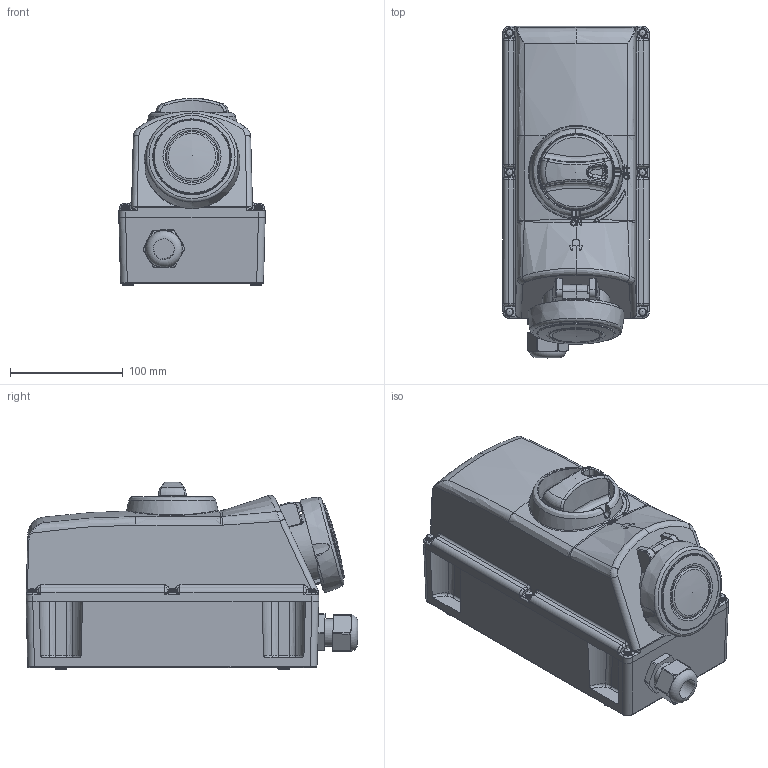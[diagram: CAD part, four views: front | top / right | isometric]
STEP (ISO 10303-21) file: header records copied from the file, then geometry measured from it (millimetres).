
FILE_DESCRIPTION(/* description */ (''),/* implementation_level */ '2;1');
FILE_NAME(/* name */ 'VSIH20RXXX_4P (for customer).stp',/* time_stamp */ '2021-03-02T08:44:02-06:00',/* author */ ('jbergman'),/* organization */ (''),/* preprocessor_version */ 'ST-DEVELOPER v18',/* originating_system */ 'Autodesk Inventor 2020',/* authorisation */ '');
FILE_SCHEMA (('AUTOMOTIVE_DESIGN { 1 0 10303 214 3 1 1 }'));
Products named in the file (1): VSIH20RXXX_4P (for customer)
Bounding box: 130 x 294.92 x 166.8 mm (x, y, z)
Volume: 4122015.6 mm3; surface area: 225803.7 mm2
Topology: 1 solids, 1 shells, 1210 faces, 3234 edges, 2006 vertices
Faces by surface type: bspline 455, plane 348, cylinder 249, torus 96, cone 50, sphere 12
Full cylindrical faces by diameter (mm): 3 x6, 4 x2, 6.8 x6, 18.5 x1, 24.5 x1, 49.4 x1, 68.2 x1, 74.6 x1
Entity records: 66821 total; most frequent: CARTESIAN_POINT 38451, ORIENTED_EDGE 6382, DIRECTION 4736, EDGE_CURVE 3191, VERTEX_POINT 2006, AXIS2_PLACEMENT_3D 1869, EDGE_LOOP 1259, STYLED_ITEM 1211
